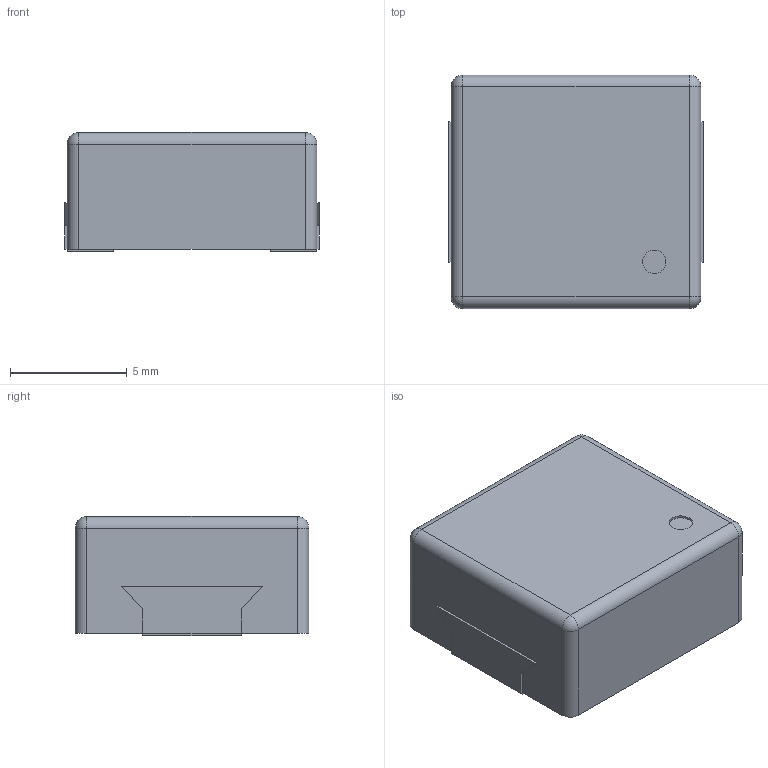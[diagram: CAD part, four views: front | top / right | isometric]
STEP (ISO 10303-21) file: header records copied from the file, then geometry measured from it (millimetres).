
FILE_DESCRIPTION(('STEP AP214'), '1');
FILE_NAME('Package_2-smd_10.7x10mm', '2019-03-26T06:52:50', ('Valery'), (''), 'ASCON STEP Converter 1.3', 'ASCON Math Kernel', '');
FILE_SCHEMA(('AUTOMOTIVE_DESIGN { 1 0 10303 214 3 1 1}'));
Length unit declared in the file: millimetre
Bounding box: 10.9 x 10 x 5.1 mm (x, y, z)
Volume: 535.3 mm3; surface area: 484 mm2
Topology: 5 solids, 5 shells, 48 faces, 103 edges, 62 vertices
Faces by surface type: plane 35, cylinder 9, sphere 4
Full cylindrical faces by diameter (mm): 1 x1
Entity records: 1692 total; most frequent: DIRECTION 214, CARTESIAN_POINT 209, ORIENTED_EDGE 196, EDGE_CURVE 98, LINE 80, VECTOR 80, AXIS2_PLACEMENT_3D 67, VERTEX_POINT 62
